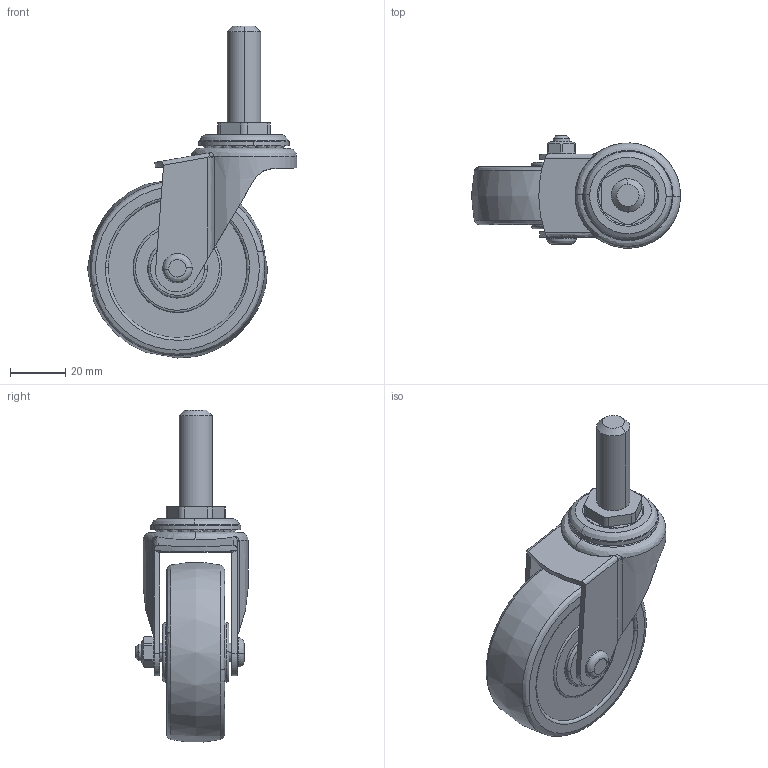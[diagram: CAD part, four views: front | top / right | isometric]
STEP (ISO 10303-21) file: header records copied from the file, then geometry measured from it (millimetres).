
FILE_DESCRIPTION((''),'2;1');
FILE_NAME('','2008-05-07T09:43:08',(''),(''),'','CADfix','');
FILE_SCHEMA(('AUTOMOTIVE_DESIGN { 1 0 10303 214 1 1 1 1 }'));
Length unit declared in the file: millimetre
Bounding box: 75.5 x 40.56 x 119.89 mm (x, y, z)
Volume: 85215.6 mm3; surface area: 27106.3 mm2
Topology: 5 solids, 5 shells, 221 faces, 724 edges, 547 vertices
Faces by surface type: bspline 221
Entity records: 19901 total; most frequent: CARTESIAN_POINT 15781, ORIENTED_EDGE 1444, EDGE_CURVE 722, VERTEX_POINT 547, EDGE_LOOP 339, FACE_OUTER_BOUND 221, ADVANCED_FACE 221, B_SPLINE_CURVE_WITH_KNOTS 212
